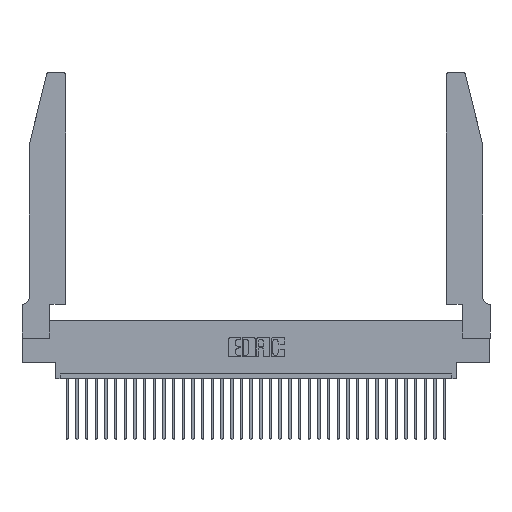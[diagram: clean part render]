
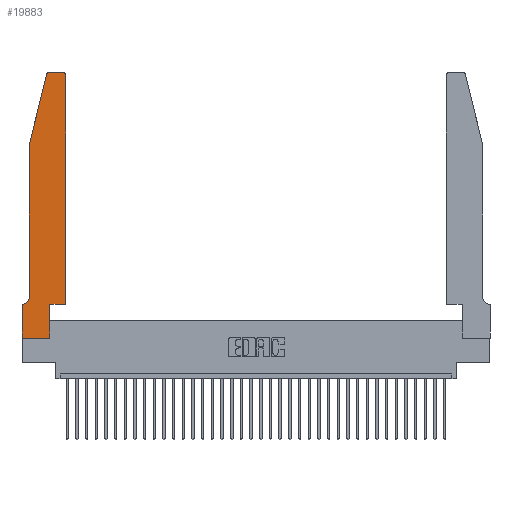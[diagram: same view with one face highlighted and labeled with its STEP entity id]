
A CAD part, top view. The second image highlights one B-rep face of the part: STEP entity #19883.
In plain terms, the highlighted planar face has unit normal (0, 0, 1).
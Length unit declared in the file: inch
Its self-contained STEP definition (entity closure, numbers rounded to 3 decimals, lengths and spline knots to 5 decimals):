
#22 = CARTESIAN_POINT ( 'NONE',  ( 0.4505, 2.72, 0.37 ) ) ;
#63 = DIRECTION ( 'NONE',  ( 0., 1., 0. ) ) ;
#221 = ORIENTED_EDGE ( 'NONE', *, *, #34046, .T. ) ;
#353 = DIRECTION ( 'NONE',  ( 0., 0., 1. ) ) ;
#731 = CARTESIAN_POINT ( 'NONE',  ( 0.0755, 0.42, 0.37 ) ) ;
#1028 = DIRECTION ( 'NONE',  ( 0., 1., 0. ) ) ;
#1700 = LINE ( 'NONE', #34091, #21764 ) ;
#2180 = EDGE_CURVE ( 'NONE', #21406, #24924, #32273, .T. ) ;
#2256 = VERTEX_POINT ( 'NONE', #2330 ) ;
#2330 = CARTESIAN_POINT ( 'NONE',  ( 0.2865, 0.35, 0.37 ) ) ;
#2507 = EDGE_LOOP ( 'NONE', ( #27840, #30402, #20137, #15931, #221, #27302, #35153, #7775, #6976, #24248, #18019, #20289 ) ) ;
#2999 = PLANE ( 'NONE',  #16890 ) ;
#3103 = AXIS2_PLACEMENT_3D ( 'NONE', #32885, #16553, #16441 ) ;
#3505 = DIRECTION ( 'NONE',  ( 1., 0., 0. ) ) ;
#4079 = VERTEX_POINT ( 'NONE', #731 ) ;
#4896 = DIRECTION ( 'NONE',  ( -0.239, -0.971, 0. ) ) ;
#5301 = CARTESIAN_POINT ( 'NONE',  ( 0.0755, 0.35, 0.37 ) ) ;
#5737 = VECTOR ( 'NONE', #27996, 39.37008 ) ;
#5938 = VERTEX_POINT ( 'NONE', #10240 ) ;
#5957 = CARTESIAN_POINT ( 'NONE',  ( 0., 0., 0.37 ) ) ;
#5977 = EDGE_CURVE ( 'NONE', #5938, #33399, #12481, .T. ) ;
#6651 = EDGE_CURVE ( 'NONE', #14759, #15743, #30698, .T. ) ;
#6976 = ORIENTED_EDGE ( 'NONE', *, *, #32731, .T. ) ;
#7510 = LINE ( 'NONE', #34512, #21246 ) ;
#7655 = DIRECTION ( 'NONE',  ( 1., 0., 0. ) ) ;
#7775 = ORIENTED_EDGE ( 'NONE', *, *, #2180, .T. ) ;
#8222 = CARTESIAN_POINT ( 'NONE',  ( 0., 0., 0.37 ) ) ;
#8801 = CARTESIAN_POINT ( 'NONE',  ( 0., 0., 0.37 ) ) ;
#8963 = CARTESIAN_POINT ( 'NONE',  ( 0.0755, 2., 0.37 ) ) ;
#9143 = VERTEX_POINT ( 'NONE', #18670 ) ;
#9565 = EDGE_CURVE ( 'NONE', #2256, #5938, #27501, .T. ) ;
#10240 = CARTESIAN_POINT ( 'NONE',  ( 0.4505, 0.35, 0.37 ) ) ;
#10905 = DIRECTION ( 'NONE',  ( 0., 0., 1. ) ) ;
#11050 = VERTEX_POINT ( 'NONE', #27752 ) ;
#12372 = FACE_OUTER_BOUND ( 'NONE', #2507, .T. ) ;
#12481 = LINE ( 'NONE', #33170, #29058 ) ;
#12666 = AXIS2_PLACEMENT_3D ( 'NONE', #25900, #18298, #26372 ) ;
#14713 = VECTOR ( 'NONE', #29388, 39.37008 ) ;
#14759 = VERTEX_POINT ( 'NONE', #18582 ) ;
#15136 = LINE ( 'NONE', #5301, #14713 ) ;
#15621 = VECTOR ( 'NONE', #7655, 39.37008 ) ;
#15743 = VERTEX_POINT ( 'NONE', #19719 ) ;
#15931 = ORIENTED_EDGE ( 'NONE', *, *, #20378, .T. ) ;
#16441 = DIRECTION ( 'NONE',  ( -1., 0., 0. ) ) ;
#16553 = DIRECTION ( 'NONE',  ( 0., 0., -1. ) ) ;
#16890 = AXIS2_PLACEMENT_3D ( 'NONE', #27659, #353, #3505 ) ;
#17914 = CIRCLE ( 'NONE', #12666, 0.03 ) ;
#18019 = ORIENTED_EDGE ( 'NONE', *, *, #5977, .T. ) ;
#18298 = DIRECTION ( 'NONE',  ( 0., 0., 1. ) ) ;
#18582 = CARTESIAN_POINT ( 'NONE',  ( 0.25487, 2.72718, 0.37 ) ) ;
#18670 = CARTESIAN_POINT ( 'NONE',  ( 0.4205, 2.75, 0.37 ) ) ;
#19052 = CARTESIAN_POINT ( 'NONE',  ( 0.284, 2.72, 0.37 ) ) ;
#19719 = CARTESIAN_POINT ( 'NONE',  ( 0.0755, 2., 0.37 ) ) ;
#19883 = ADVANCED_FACE ( 'NONE', ( #12372 ), #2999, .T. ) ;
#20137 = ORIENTED_EDGE ( 'NONE', *, *, #6651, .T. ) ;
#20289 = ORIENTED_EDGE ( 'NONE', *, *, #30482, .T. ) ;
#20378 = EDGE_CURVE ( 'NONE', #15743, #4079, #1700, .T. ) ;
#20902 = CARTESIAN_POINT ( 'NONE',  ( 0.2865, 0., 0.37 ) ) ;
#21246 = VECTOR ( 'NONE', #63, 39.37008 ) ;
#21406 = VERTEX_POINT ( 'NONE', #5957 ) ;
#21764 = VECTOR ( 'NONE', #25921, 39.37008 ) ;
#21944 = CIRCLE ( 'NONE', #3103, 0.07 ) ;
#22007 = LINE ( 'NONE', #33382, #5737 ) ;
#22568 = DIRECTION ( 'NONE',  ( 0., -1., 0. ) ) ;
#23364 = VECTOR ( 'NONE', #32668, 39.37008 ) ;
#23543 = EDGE_CURVE ( 'NONE', #29692, #14759, #31734, .T. ) ;
#24248 = ORIENTED_EDGE ( 'NONE', *, *, #9565, .T. ) ;
#24336 = EDGE_CURVE ( 'NONE', #11050, #21406, #28902, .T. ) ;
#24924 = VERTEX_POINT ( 'NONE', #20902 ) ;
#25900 = CARTESIAN_POINT ( 'NONE',  ( 0.4205, 2.72, 0.37 ) ) ;
#25921 = DIRECTION ( 'NONE',  ( 0., -1., 0. ) ) ;
#25979 = VECTOR ( 'NONE', #22568, 39.37008 ) ;
#26372 = DIRECTION ( 'NONE',  ( 1., 0., 0. ) ) ;
#26832 = EDGE_CURVE ( 'NONE', #34717, #11050, #15136, .T. ) ;
#27302 = ORIENTED_EDGE ( 'NONE', *, *, #26832, .T. ) ;
#27501 = LINE ( 'NONE', #28957, #15621 ) ;
#27659 = CARTESIAN_POINT ( 'NONE',  ( 0., 0.35, 0.37 ) ) ;
#27677 = CARTESIAN_POINT ( 'NONE',  ( 0.0055, 0.35, 0.37 ) ) ;
#27752 = CARTESIAN_POINT ( 'NONE',  ( 0., 0.35, 0.37 ) ) ;
#27840 = ORIENTED_EDGE ( 'NONE', *, *, #33444, .T. ) ;
#27996 = DIRECTION ( 'NONE',  ( -1., 0., 0. ) ) ;
#28902 = LINE ( 'NONE', #8801, #25979 ) ;
#28957 = CARTESIAN_POINT ( 'NONE',  ( 0.4505, 0.35, 0.37 ) ) ;
#29058 = VECTOR ( 'NONE', #1028, 39.37008 ) ;
#29388 = DIRECTION ( 'NONE',  ( -1., 0., 0. ) ) ;
#29692 = VERTEX_POINT ( 'NONE', #30809 ) ;
#29837 = VECTOR ( 'NONE', #4896, 39.37008 ) ;
#29960 = DIRECTION ( 'NONE',  ( 1., 0., 0. ) ) ;
#30402 = ORIENTED_EDGE ( 'NONE', *, *, #23543, .T. ) ;
#30482 = EDGE_CURVE ( 'NONE', #33399, #9143, #17914, .T. ) ;
#30698 = LINE ( 'NONE', #8963, #29837 ) ;
#30809 = CARTESIAN_POINT ( 'NONE',  ( 0.284, 2.75, 0.37 ) ) ;
#31734 = CIRCLE ( 'NONE', #33847, 0.03 ) ;
#32273 = LINE ( 'NONE', #8222, #23364 ) ;
#32668 = DIRECTION ( 'NONE',  ( 1., 0., 0. ) ) ;
#32731 = EDGE_CURVE ( 'NONE', #24924, #2256, #7510, .T. ) ;
#32885 = CARTESIAN_POINT ( 'NONE',  ( 0.0055, 0.42, 0.37 ) ) ;
#33170 = CARTESIAN_POINT ( 'NONE',  ( 0.4505, 0.35, 0.37 ) ) ;
#33382 = CARTESIAN_POINT ( 'NONE',  ( 0.2605, 2.75, 0.37 ) ) ;
#33399 = VERTEX_POINT ( 'NONE', #22 ) ;
#33444 = EDGE_CURVE ( 'NONE', #9143, #29692, #22007, .T. ) ;
#33847 = AXIS2_PLACEMENT_3D ( 'NONE', #19052, #10905, #29960 ) ;
#34046 = EDGE_CURVE ( 'NONE', #4079, #34717, #21944, .T. ) ;
#34091 = CARTESIAN_POINT ( 'NONE',  ( 0.0755, 2., 0.37 ) ) ;
#34512 = CARTESIAN_POINT ( 'NONE',  ( 0.2865, 0.35, 0.37 ) ) ;
#34717 = VERTEX_POINT ( 'NONE', #27677 ) ;
#35153 = ORIENTED_EDGE ( 'NONE', *, *, #24336, .T. ) ;
